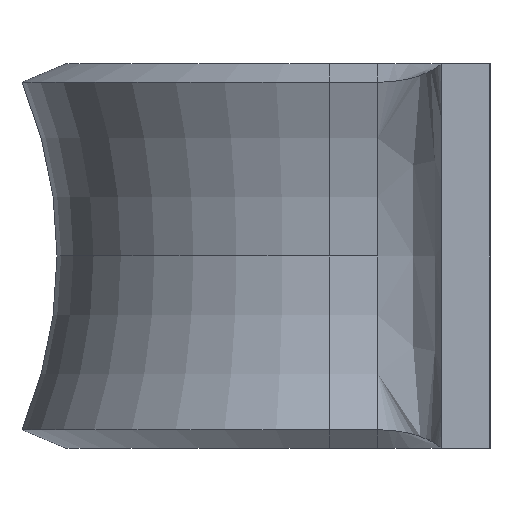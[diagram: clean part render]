
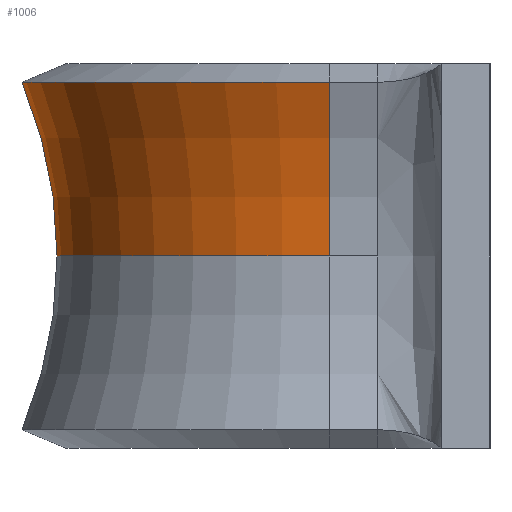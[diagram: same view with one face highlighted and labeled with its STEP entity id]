
A CAD part, left-side view. The second image highlights one B-rep face of the part: STEP entity #1006.
In plain terms, the highlighted toroidal (fillet/blend) face has major radius 22.5 mm and minor radius 14 mm.
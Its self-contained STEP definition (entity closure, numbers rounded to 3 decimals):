
#2 = CARTESIAN_POINT ( 'NONE',  ( -9.591, 5., 5.419 ) ) ;
#6 = DIRECTION ( 'NONE',  ( 0., 0., 1. ) ) ;
#14 = DIRECTION ( 'NONE',  ( 0., 0., -1. ) ) ;
#215 = AXIS2_PLACEMENT_3D ( 'NONE', #1499, #6, #451 ) ;
#270 = AXIS2_PLACEMENT_3D ( 'NONE', #1404, #369, #14 ) ;
#275 = EDGE_CURVE ( 'NONE', #1057, #575, #1338, .T. ) ;
#301 = CIRCLE ( 'NONE', #1336, 9.591 ) ;
#344 = CIRCLE ( 'NONE', #531, 8.5 ) ;
#347 = EDGE_CURVE ( 'NONE', #1057, #604, #344, .T. ) ;
#357 = EDGE_LOOP ( 'NONE', ( #1009, #1271, #597, #1015 ) ) ;
#369 = DIRECTION ( 'NONE',  ( 0., 1., 0. ) ) ;
#383 = CARTESIAN_POINT ( 'NONE',  ( 8.5, 5., 0. ) ) ;
#390 = TOROIDAL_SURFACE ( 'NONE', #215, 22.5, 14. ) ;
#414 = DIRECTION ( 'NONE',  ( 0., 0., -1. ) ) ;
#437 = AXIS2_PLACEMENT_3D ( 'NONE', #1452, #605, #414 ) ;
#448 = EDGE_CURVE ( 'NONE', #604, #1003, #1090, .T. ) ;
#451 = DIRECTION ( 'NONE',  ( 1., 0., 0. ) ) ;
#531 = AXIS2_PLACEMENT_3D ( 'NONE', #1388, #558, #812 ) ;
#558 = DIRECTION ( 'NONE',  ( 0., 0., 1. ) ) ;
#575 = VERTEX_POINT ( 'NONE', #997 ) ;
#597 = ORIENTED_EDGE ( 'NONE', *, *, #448, .T. ) ;
#604 = VERTEX_POINT ( 'NONE', #1112 ) ;
#605 = DIRECTION ( 'NONE',  ( 0., -1., 0. ) ) ;
#810 = FACE_OUTER_BOUND ( 'NONE', #357, .T. ) ;
#812 = DIRECTION ( 'NONE',  ( 1., 0., 0. ) ) ;
#845 = DIRECTION ( 'NONE',  ( 1., 0., 0. ) ) ;
#861 = DIRECTION ( 'NONE',  ( 0., 0., 1. ) ) ;
#997 = CARTESIAN_POINT ( 'NONE',  ( 9.591, 5., 5.419 ) ) ;
#1003 = VERTEX_POINT ( 'NONE', #2 ) ;
#1006 = ADVANCED_FACE ( 'NONE', ( #810 ), #390, .F. ) ;
#1009 = ORIENTED_EDGE ( 'NONE', *, *, #275, .F. ) ;
#1015 = ORIENTED_EDGE ( 'NONE', *, *, #1389, .F. ) ;
#1057 = VERTEX_POINT ( 'NONE', #383 ) ;
#1090 = CIRCLE ( 'NONE', #437, 14. ) ;
#1112 = CARTESIAN_POINT ( 'NONE',  ( -8.5, 5., 0. ) ) ;
#1271 = ORIENTED_EDGE ( 'NONE', *, *, #347, .T. ) ;
#1322 = CARTESIAN_POINT ( 'NONE',  ( 0., 5., 5.419 ) ) ;
#1336 = AXIS2_PLACEMENT_3D ( 'NONE', #1322, #861, #845 ) ;
#1338 = CIRCLE ( 'NONE', #270, 14. ) ;
#1388 = CARTESIAN_POINT ( 'NONE',  ( 0., 5., 0. ) ) ;
#1389 = EDGE_CURVE ( 'NONE', #575, #1003, #301, .T. ) ;
#1404 = CARTESIAN_POINT ( 'NONE',  ( 22.5, 5., 0. ) ) ;
#1452 = CARTESIAN_POINT ( 'NONE',  ( -22.5, 5., 0. ) ) ;
#1499 = CARTESIAN_POINT ( 'NONE',  ( 0., 5., 0. ) ) ;
